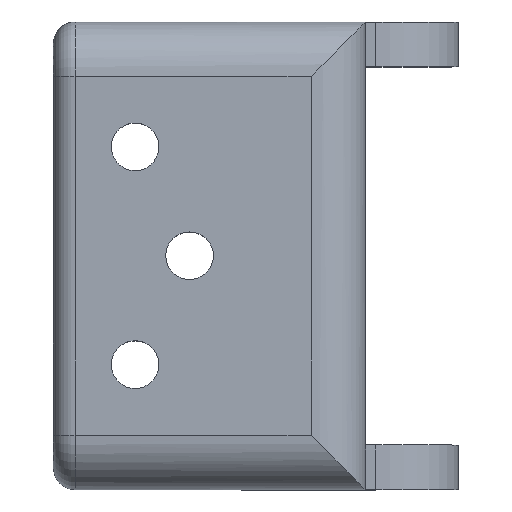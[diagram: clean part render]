
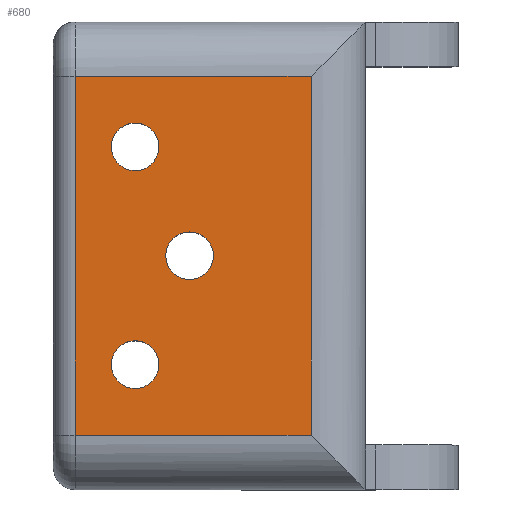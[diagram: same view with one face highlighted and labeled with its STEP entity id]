
A CAD part, top view. The second image highlights one B-rep face of the part: STEP entity #680.
In plain terms, the highlighted planar face has unit normal (0, 0, 1).
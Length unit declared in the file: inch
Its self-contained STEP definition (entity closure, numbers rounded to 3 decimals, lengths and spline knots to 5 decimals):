
#19=FACE_BOUND('',#100,.T.);
#20=FACE_BOUND('',#101,.T.);
#21=FACE_BOUND('',#102,.T.);
#30=PLANE('',#758);
#58=FACE_OUTER_BOUND('',#99,.T.);
#99=EDGE_LOOP('',(#510,#511,#512,#513));
#100=EDGE_LOOP('',(#514));
#101=EDGE_LOOP('',(#515));
#102=EDGE_LOOP('',(#516));
#153=CIRCLE('',#759,0.10938);
#154=CIRCLE('',#760,0.10938);
#155=CIRCLE('',#761,0.10938);
#173=LINE('',#1049,#232);
#188=LINE('',#1117,#247);
#189=LINE('',#1120,#248);
#190=LINE('',#1121,#249);
#232=VECTOR('',#825,0.3937);
#247=VECTOR('',#884,0.3937);
#248=VECTOR('',#887,0.3937);
#249=VECTOR('',#888,0.3937);
#296=VERTEX_POINT('',#1041);
#298=VERTEX_POINT('',#1047);
#319=VERTEX_POINT('',#1115);
#320=VERTEX_POINT('',#1119);
#321=VERTEX_POINT('',#1122);
#322=VERTEX_POINT('',#1124);
#323=VERTEX_POINT('',#1126);
#361=EDGE_CURVE('',#298,#296,#173,.T.);
#391=EDGE_CURVE('',#319,#298,#188,.T.);
#392=EDGE_CURVE('',#320,#319,#189,.T.);
#393=EDGE_CURVE('',#296,#320,#190,.T.);
#394=EDGE_CURVE('',#321,#321,#153,.T.);
#395=EDGE_CURVE('',#322,#322,#154,.T.);
#396=EDGE_CURVE('',#323,#323,#155,.T.);
#510=ORIENTED_EDGE('',*,*,#361,.F.);
#511=ORIENTED_EDGE('',*,*,#391,.F.);
#512=ORIENTED_EDGE('',*,*,#392,.F.);
#513=ORIENTED_EDGE('',*,*,#393,.F.);
#514=ORIENTED_EDGE('',*,*,#394,.T.);
#515=ORIENTED_EDGE('',*,*,#395,.T.);
#516=ORIENTED_EDGE('',*,*,#396,.T.);
#680=ADVANCED_FACE('',(#58,#19,#20,#21),#30,.T.);
#758=AXIS2_PLACEMENT_3D('',#1118,#885,#886);
#759=AXIS2_PLACEMENT_3D('',#1123,#889,#890);
#760=AXIS2_PLACEMENT_3D('',#1125,#891,#892);
#761=AXIS2_PLACEMENT_3D('',#1127,#893,#894);
#825=DIRECTION('',(0.,1.,0.));
#884=DIRECTION('',(-1.,0.,0.));
#885=DIRECTION('center_axis',(0.,0.,1.));
#886=DIRECTION('ref_axis',(1.,0.,0.));
#887=DIRECTION('',(0.,-1.,0.));
#888=DIRECTION('',(1.,0.,0.));
#889=DIRECTION('center_axis',(0.,0.,-1.));
#890=DIRECTION('ref_axis',(1.,0.,0.));
#891=DIRECTION('center_axis',(0.,0.,-1.));
#892=DIRECTION('ref_axis',(1.,0.,0.));
#893=DIRECTION('center_axis',(0.,0.,-1.));
#894=DIRECTION('ref_axis',(1.,0.,0.));
#1041=CARTESIAN_POINT('',(-1.51024,1.61122,0.62992));
#1047=CARTESIAN_POINT('',(-1.51024,-0.03642,0.62992));
#1049=CARTESIAN_POINT('',(-1.51024,0.3937,0.62992));
#1115=CARTESIAN_POINT('',(-0.42717,-0.03642,0.62992));
#1117=CARTESIAN_POINT('',(-0.65453,-0.03642,0.62992));
#1118=CARTESIAN_POINT('Origin',(-0.87008,0.7874,0.62992));
#1119=CARTESIAN_POINT('',(-0.42717,1.61122,0.62992));
#1120=CARTESIAN_POINT('',(-0.42717,0.7874,0.62992));
#1121=CARTESIAN_POINT('',(-0.74803,1.61122,0.62992));
#1122=CARTESIAN_POINT('',(-1.34461,0.2875,0.62992));
#1123=CARTESIAN_POINT('Origin',(-1.23524,0.2875,0.62992));
#1124=CARTESIAN_POINT('',(-1.34461,1.2875,0.62992));
#1125=CARTESIAN_POINT('Origin',(-1.23524,1.2875,0.62992));
#1126=CARTESIAN_POINT('',(-1.09461,0.7874,0.62992));
#1127=CARTESIAN_POINT('Origin',(-0.98524,0.7874,0.62992));
